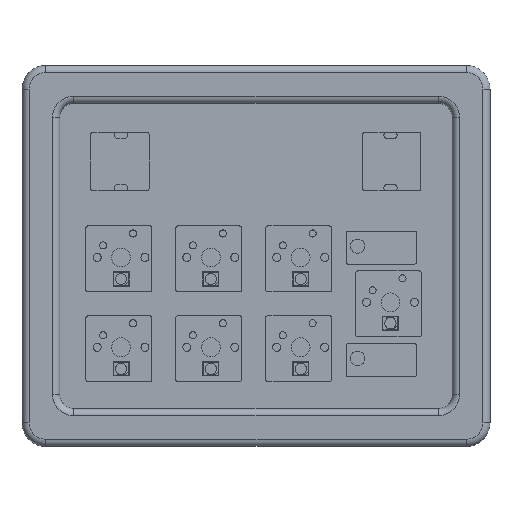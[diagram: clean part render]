
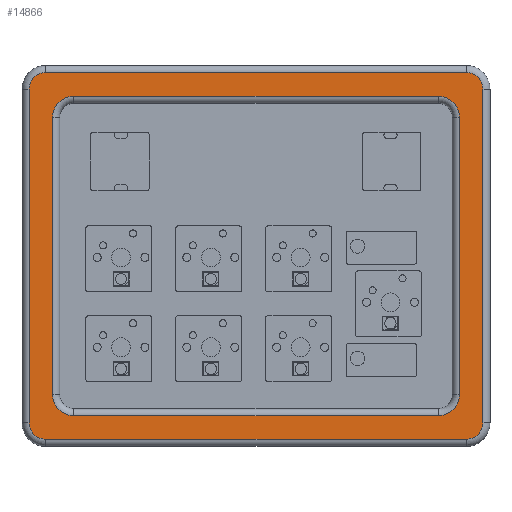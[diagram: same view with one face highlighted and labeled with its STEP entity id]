
A CAD part, top view. The second image highlights one B-rep face of the part: STEP entity #14866.
In plain terms, the highlighted planar face has unit normal (0, 0, 1).
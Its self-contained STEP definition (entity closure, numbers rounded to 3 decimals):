
#285=FACE_BOUND('',#2837,.T.);
#576=PLANE('',#15937);
#1182=CIRCLE('',#15909,4.5);
#1188=CIRCLE('',#15917,4.5);
#1192=CIRCLE('',#15923,4.5);
#1196=CIRCLE('',#15929,4.5);
#1199=CIRCLE('',#15938,3.5);
#1200=CIRCLE('',#15939,3.5);
#1201=CIRCLE('',#15940,3.5);
#1202=CIRCLE('',#15941,3.5);
#1925=FACE_OUTER_BOUND('',#2836,.T.);
#2836=EDGE_LOOP('',(#10709,#10710,#10711,#10712,#10713,#10714,#10715,#10716));
#2837=EDGE_LOOP('',(#10717,#10718,#10719,#10720,#10721,#10722,#10723,#10724));
#4001=LINE('',#22761,#5429);
#4003=LINE('',#22773,#5431);
#4005=LINE('',#22785,#5433);
#4006=LINE('',#22793,#5434);
#4015=LINE('',#22816,#5443);
#4016=LINE('',#22820,#5444);
#4017=LINE('',#22824,#5445);
#4018=LINE('',#22828,#5446);
#5429=VECTOR('',#17785,10.);
#5431=VECTOR('',#17799,10.);
#5433=VECTOR('',#17813,10.);
#5434=VECTOR('',#17824,10.);
#5443=VECTOR('',#17847,10.);
#5444=VECTOR('',#17850,10.);
#5445=VECTOR('',#17853,10.);
#5446=VECTOR('',#17856,10.);
#6892=VERTEX_POINT('',#22749);
#6893=VERTEX_POINT('',#22751);
#6895=VERTEX_POINT('',#22757);
#6897=VERTEX_POINT('',#22763);
#6899=VERTEX_POINT('',#22769);
#6901=VERTEX_POINT('',#22775);
#6903=VERTEX_POINT('',#22781);
#6905=VERTEX_POINT('',#22787);
#6912=VERTEX_POINT('',#22814);
#6913=VERTEX_POINT('',#22815);
#6914=VERTEX_POINT('',#22817);
#6915=VERTEX_POINT('',#22819);
#6916=VERTEX_POINT('',#22821);
#6917=VERTEX_POINT('',#22823);
#6918=VERTEX_POINT('',#22825);
#6919=VERTEX_POINT('',#22827);
#8362=EDGE_CURVE('',#6892,#6893,#1182,.T.);
#8367=EDGE_CURVE('',#6893,#6895,#4001,.T.);
#8370=EDGE_CURVE('',#6895,#6897,#1188,.T.);
#8373=EDGE_CURVE('',#6897,#6899,#4003,.T.);
#8376=EDGE_CURVE('',#6899,#6901,#1192,.T.);
#8379=EDGE_CURVE('',#6901,#6903,#4005,.T.);
#8382=EDGE_CURVE('',#6903,#6905,#1196,.T.);
#8383=EDGE_CURVE('',#6905,#6892,#4006,.T.);
#8394=EDGE_CURVE('',#6912,#6913,#4015,.T.);
#8395=EDGE_CURVE('',#6914,#6912,#1199,.T.);
#8396=EDGE_CURVE('',#6915,#6914,#4016,.T.);
#8397=EDGE_CURVE('',#6916,#6915,#1200,.T.);
#8398=EDGE_CURVE('',#6917,#6916,#4017,.T.);
#8399=EDGE_CURVE('',#6918,#6917,#1201,.T.);
#8400=EDGE_CURVE('',#6919,#6918,#4018,.T.);
#8401=EDGE_CURVE('',#6913,#6919,#1202,.T.);
#10709=ORIENTED_EDGE('',*,*,#8394,.F.);
#10710=ORIENTED_EDGE('',*,*,#8395,.F.);
#10711=ORIENTED_EDGE('',*,*,#8396,.F.);
#10712=ORIENTED_EDGE('',*,*,#8397,.F.);
#10713=ORIENTED_EDGE('',*,*,#8398,.F.);
#10714=ORIENTED_EDGE('',*,*,#8399,.F.);
#10715=ORIENTED_EDGE('',*,*,#8400,.F.);
#10716=ORIENTED_EDGE('',*,*,#8401,.F.);
#10717=ORIENTED_EDGE('',*,*,#8362,.F.);
#10718=ORIENTED_EDGE('',*,*,#8383,.F.);
#10719=ORIENTED_EDGE('',*,*,#8382,.F.);
#10720=ORIENTED_EDGE('',*,*,#8379,.F.);
#10721=ORIENTED_EDGE('',*,*,#8376,.F.);
#10722=ORIENTED_EDGE('',*,*,#8373,.F.);
#10723=ORIENTED_EDGE('',*,*,#8370,.F.);
#10724=ORIENTED_EDGE('',*,*,#8367,.F.);
#14866=ADVANCED_FACE('',(#1925,#285),#576,.T.);
#15909=AXIS2_PLACEMENT_3D('',#22752,#17774,#17775);
#15917=AXIS2_PLACEMENT_3D('',#22767,#17792,#17793);
#15923=AXIS2_PLACEMENT_3D('',#22779,#17806,#17807);
#15929=AXIS2_PLACEMENT_3D('',#22791,#17820,#17821);
#15937=AXIS2_PLACEMENT_3D('',#22813,#17845,#17846);
#15938=AXIS2_PLACEMENT_3D('',#22818,#17848,#17849);
#15939=AXIS2_PLACEMENT_3D('',#22822,#17851,#17852);
#15940=AXIS2_PLACEMENT_3D('',#22826,#17854,#17855);
#15941=AXIS2_PLACEMENT_3D('',#22829,#17857,#17858);
#17774=DIRECTION('center_axis',(0.,0.,1.));
#17775=DIRECTION('ref_axis',(-0.707,0.707,0.));
#17785=DIRECTION('',(0.,-1.,0.));
#17792=DIRECTION('center_axis',(0.,0.,1.));
#17793=DIRECTION('ref_axis',(-0.707,-0.707,0.));
#17799=DIRECTION('',(1.,0.,0.));
#17806=DIRECTION('center_axis',(0.,0.,1.));
#17807=DIRECTION('ref_axis',(0.707,-0.707,0.));
#17813=DIRECTION('',(0.,1.,0.));
#17820=DIRECTION('center_axis',(0.,0.,1.));
#17821=DIRECTION('ref_axis',(0.707,0.707,0.));
#17824=DIRECTION('',(-1.,0.,0.));
#17845=DIRECTION('center_axis',(0.,0.,1.));
#17846=DIRECTION('ref_axis',(1.,0.,0.));
#17847=DIRECTION('',(-1.,0.,0.));
#17848=DIRECTION('center_axis',(0.,0.,-1.));
#17849=DIRECTION('ref_axis',(0.707,-0.707,0.));
#17850=DIRECTION('',(0.,-1.,0.));
#17851=DIRECTION('center_axis',(0.,0.,-1.));
#17852=DIRECTION('ref_axis',(0.707,0.707,0.));
#17853=DIRECTION('',(1.,0.,0.));
#17854=DIRECTION('center_axis',(0.,0.,-1.));
#17855=DIRECTION('ref_axis',(-0.707,0.707,0.));
#17856=DIRECTION('',(0.,1.,0.));
#17857=DIRECTION('center_axis',(0.,0.,-1.));
#17858=DIRECTION('ref_axis',(-0.707,-0.707,0.));
#22749=CARTESIAN_POINT('',(1.5,64.757,20.));
#22751=CARTESIAN_POINT('',(-3.,60.257,20.));
#22752=CARTESIAN_POINT('Origin',(1.5,60.257,20.));
#22757=CARTESIAN_POINT('',(-3.,1.5,20.));
#22761=CARTESIAN_POINT('',(-3.,14.689,20.));
#22763=CARTESIAN_POINT('',(1.5,-3.,20.));
#22767=CARTESIAN_POINT('Origin',(1.5,1.5,20.));
#22769=CARTESIAN_POINT('',(78.748,-3.,20.));
#22773=CARTESIAN_POINT('',(60.936,-3.,20.));
#22775=CARTESIAN_POINT('',(83.248,1.5,20.));
#22779=CARTESIAN_POINT('Origin',(78.748,1.5,20.));
#22781=CARTESIAN_POINT('',(83.248,60.257,20.));
#22785=CARTESIAN_POINT('',(83.248,47.068,20.));
#22787=CARTESIAN_POINT('',(78.748,64.757,20.));
#22791=CARTESIAN_POINT('Origin',(78.748,60.257,20.));
#22793=CARTESIAN_POINT('',(19.312,64.757,20.));
#22813=CARTESIAN_POINT('Origin',(40.124,30.879,20.));
#22814=CARTESIAN_POINT('',(84.748,-8.,20.));
#22815=CARTESIAN_POINT('',(-4.5,-8.,20.));
#22816=CARTESIAN_POINT('',(17.812,-8.,20.));
#22817=CARTESIAN_POINT('',(88.248,-4.5,20.));
#22818=CARTESIAN_POINT('Origin',(84.748,-4.5,20.));
#22819=CARTESIAN_POINT('',(88.248,66.257,20.));
#22820=CARTESIAN_POINT('',(88.248,13.189,20.));
#22821=CARTESIAN_POINT('',(84.748,69.757,20.));
#22822=CARTESIAN_POINT('Origin',(84.748,66.257,20.));
#22823=CARTESIAN_POINT('',(-4.5,69.757,20.));
#22824=CARTESIAN_POINT('',(62.436,69.757,20.));
#22825=CARTESIAN_POINT('',(-8.,66.257,20.));
#22826=CARTESIAN_POINT('Origin',(-4.5,66.257,20.));
#22827=CARTESIAN_POINT('',(-8.,-4.5,20.));
#22828=CARTESIAN_POINT('',(-8.,48.568,20.));
#22829=CARTESIAN_POINT('Origin',(-4.5,-4.5,20.));
